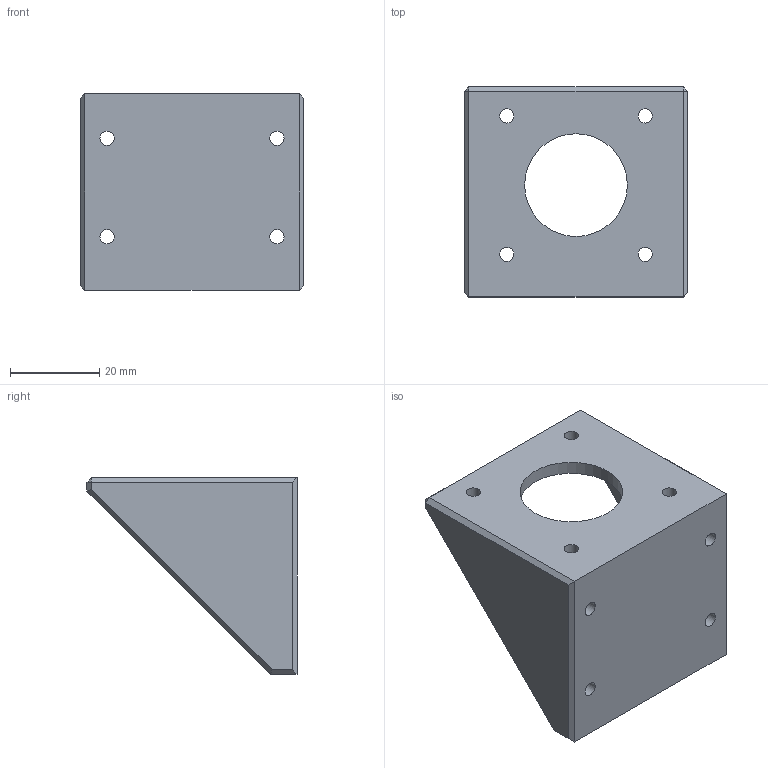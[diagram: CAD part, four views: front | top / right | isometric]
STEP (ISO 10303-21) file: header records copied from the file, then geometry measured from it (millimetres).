
FILE_DESCRIPTION(('FreeCAD Model'),'2;1');
FILE_NAME('Open CASCADE Shape Model','2022-02-10T18:55:35',('Author'),( ''),'Open CASCADE STEP processor 7.5','FreeCAD','Unknown');
FILE_SCHEMA(('AUTOMOTIVE_DESIGN { 1 0 10303 214 1 1 1 1 }'));
Length unit declared in the file: millimetre
Products named in the file (1): NEW.y.motor.holder
Bounding box: 50 x 47 x 44 mm (x, y, z)
Volume: 17361.8 mm3; surface area: 12618.8 mm2
Topology: 1 solids, 1 shells, 34 faces, 80 edges, 48 vertices
Faces by surface type: plane 25, cylinder 9
Full cylindrical faces by diameter (mm): 3.2 x8, 23 x1
Entity records: 2048 total; most frequent: CARTESIAN_POINT 327, DIRECTION 324, LINE 200, VECTOR 200, ORIENTED_EDGE 160, PCURVE 160, DEFINITIONAL_REPRESENTATION 160, EDGE_CURVE 80
